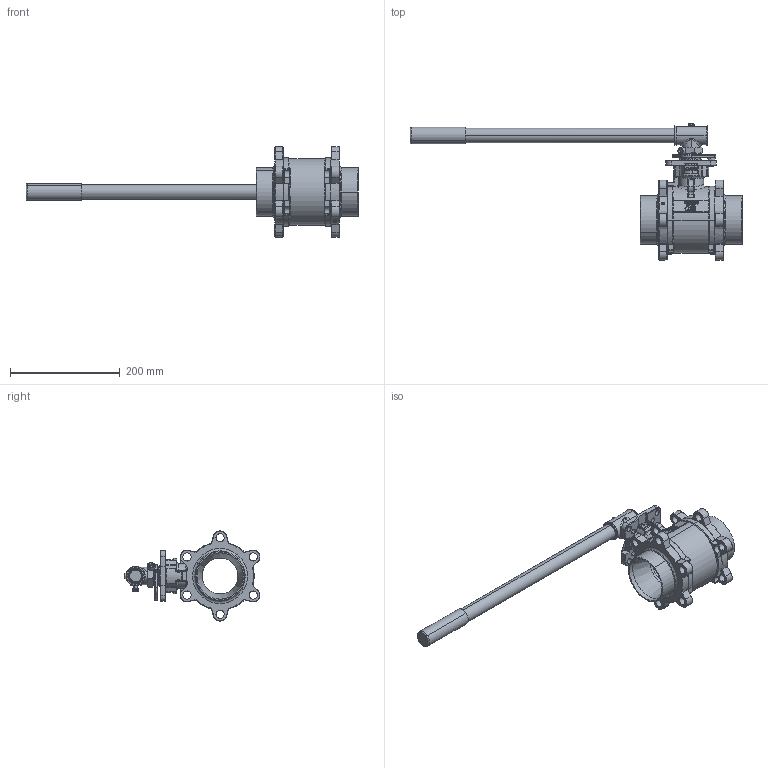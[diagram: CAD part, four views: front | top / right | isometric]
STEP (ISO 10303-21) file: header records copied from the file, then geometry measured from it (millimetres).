
FILE_DESCRIPTION (( 'STEP AP214' ), '1' );
FILE_NAME ('2736.702R Typ A27D DN80 RB ISO.STEP', '2019-07-19T08:31:10', ( '' ), ( '' ), 'SwSTEP 2.0', 'SolidWorks 2017', '' );
FILE_SCHEMA (( 'AUTOMOTIVE_DESIGN' ));
Length unit declared in the file: millimetre
Products named in the file (1): 2736.702R Typ A27D DN80 RB ISO
Bounding box: 604.5 x 247.61 x 164 mm (x, y, z)
Volume: 1002535.8 mm3; surface area: 365639.4 mm2
Topology: 19 solids, 19 shells, 1546 faces, 4196 edges, 2735 vertices
Faces by surface type: cylinder 475, plane 461, bspline 291, torus 173, cone 123, sphere 23
Entity records: 96254 total; most frequent: CARTESIAN_POINT 42057, ORIENTED_EDGE 8300, DIRECTION 7066, EDGE_CURVE 4150, AXIS2_PLACEMENT_3D 2820, VERTEX_POINT 2731, EDGE_LOOP 1727, UNCERTAINTY_MEASURE_WITH_UNIT 1567
